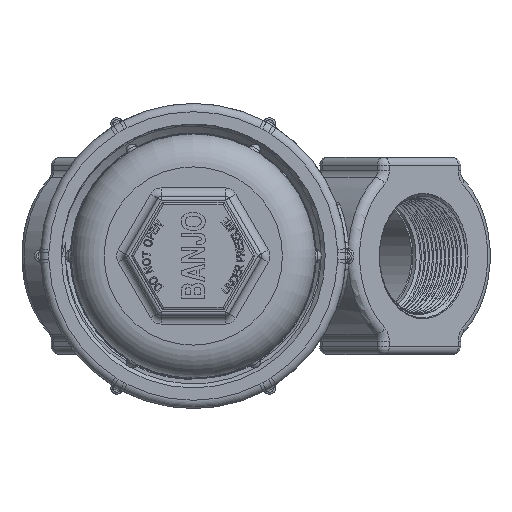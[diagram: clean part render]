
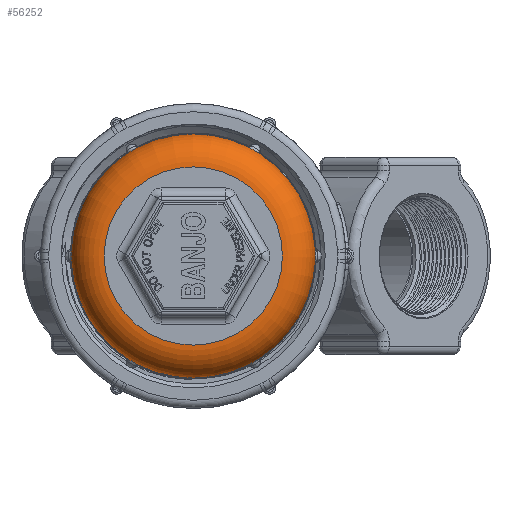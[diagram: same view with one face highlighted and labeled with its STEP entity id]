
A CAD part, front view. The second image highlights one B-rep face of the part: STEP entity #56252.
In plain terms, the highlighted toroidal (fillet/blend) face has major radius 34.319 mm and minor radius 12.7 mm.
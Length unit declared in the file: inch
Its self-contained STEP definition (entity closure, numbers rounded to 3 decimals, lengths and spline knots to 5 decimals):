
#1910=TOROIDAL_SURFACE('',#60482,1.35115,0.5);
#6000=FACE_OUTER_BOUND('',#9280,.T.);
#9280=EDGE_LOOP('',(#41442,#41443,#41444,#41445,#41446,#41447,#41448,#41449,
#41450,#41451,#41452,#41453,#41454,#41455,#41456,#41457,#41458,#41459));
#12426=CIRCLE('',#60204,1.85115);
#12427=CIRCLE('',#60205,1.85115);
#12428=CIRCLE('',#60206,1.85115);
#12429=CIRCLE('',#60207,1.85115);
#12430=CIRCLE('',#60208,1.85115);
#12431=CIRCLE('',#60209,1.85115);
#12432=CIRCLE('',#60210,1.85115);
#12462=CIRCLE('',#60260,1.35115);
#12463=CIRCLE('',#60261,1.35115);
#12583=CIRCLE('',#60483,0.5);
#13662=B_SPLINE_CURVE_WITH_KNOTS('',3,(#90691,#90692,#90693,#90694,#90695,
#90696),.UNSPECIFIED.,.F.,.F.,(4,1,1,4),(-0.63023,-0.45016,
-0.2701,0.),.UNSPECIFIED.);
#13665=B_SPLINE_CURVE_WITH_KNOTS('',3,(#90746,#90747,#90748,#90749,#90750,
#90751),.UNSPECIFIED.,.F.,.F.,(4,1,1,4),(-0.63023,-0.45016,
-0.2701,0.),.UNSPECIFIED.);
#13666=B_SPLINE_CURVE_WITH_KNOTS('',3,(#90753,#90754,#90755,#90756,#90757),
 .UNSPECIFIED.,.F.,.F.,(4,1,4),(-2.66043,-2.6155,-2.3454),
 .UNSPECIFIED.);
#13667=B_SPLINE_CURVE_WITH_KNOTS('',3,(#90759,#90760,#90761,#90762,#90763),
 .UNSPECIFIED.,.F.,.F.,(4,1,4),(-2.97563,-2.79557,-2.66043),
 .UNSPECIFIED.);
#13668=B_SPLINE_CURVE_WITH_KNOTS('',3,(#90764,#90765,#90766,#90767,#90768,
#90769),.UNSPECIFIED.,.F.,.F.,(4,1,1,4),(-2.97563,-2.79557,
-2.6155,-2.3454),.UNSPECIFIED.);
#13669=B_SPLINE_CURVE_WITH_KNOTS('',3,(#90770,#90771,#90772,#90773,#90774,
#90775),.UNSPECIFIED.,.F.,.F.,(4,1,1,4),(-2.97563,-2.70553,
-2.52547,-2.3454),.UNSPECIFIED.);
#13670=B_SPLINE_CURVE_WITH_KNOTS('',3,(#90776,#90777,#90778,#90779,#90780,
#90781),.UNSPECIFIED.,.F.,.F.,(4,1,1,4),(-2.97563,-2.70553,
-2.52547,-2.3454),.UNSPECIFIED.);
#24793=VERTEX_POINT('',#89412);
#24794=VERTEX_POINT('',#89414);
#24799=VERTEX_POINT('',#89434);
#24800=VERTEX_POINT('',#89439);
#24805=VERTEX_POINT('',#89460);
#24806=VERTEX_POINT('',#89465);
#24811=VERTEX_POINT('',#89486);
#24812=VERTEX_POINT('',#89491);
#24817=VERTEX_POINT('',#89512);
#24818=VERTEX_POINT('',#89517);
#24823=VERTEX_POINT('',#89538);
#24824=VERTEX_POINT('',#89543);
#24829=VERTEX_POINT('',#89563);
#24874=VERTEX_POINT('',#89847);
#24875=VERTEX_POINT('',#89848);
#25007=VERTEX_POINT('',#90752);
#30904=EDGE_CURVE('',#24793,#24794,#12426,.T.);
#30910=EDGE_CURVE('',#24799,#24800,#12427,.T.);
#30916=EDGE_CURVE('',#24805,#24806,#12428,.T.);
#30922=EDGE_CURVE('',#24811,#24812,#12429,.T.);
#30928=EDGE_CURVE('',#24817,#24818,#12430,.T.);
#30934=EDGE_CURVE('',#24823,#24824,#12431,.T.);
#30940=EDGE_CURVE('',#24829,#24793,#12432,.T.);
#31005=EDGE_CURVE('',#24874,#24875,#12462,.T.);
#31006=EDGE_CURVE('',#24875,#24874,#12463,.T.);
#31239=EDGE_CURVE('',#24812,#24817,#13662,.T.);
#31244=EDGE_CURVE('',#24806,#24811,#13665,.T.);
#31245=EDGE_CURVE('',#25007,#24805,#13666,.T.);
#31246=EDGE_CURVE('',#25007,#24875,#12583,.T.);
#31247=EDGE_CURVE('',#24800,#25007,#13667,.T.);
#31248=EDGE_CURVE('',#24794,#24799,#13668,.T.);
#31249=EDGE_CURVE('',#24824,#24829,#13669,.T.);
#31250=EDGE_CURVE('',#24818,#24823,#13670,.T.);
#41442=ORIENTED_EDGE('',*,*,#31239,.F.);
#41443=ORIENTED_EDGE('',*,*,#30922,.F.);
#41444=ORIENTED_EDGE('',*,*,#31244,.F.);
#41445=ORIENTED_EDGE('',*,*,#30916,.F.);
#41446=ORIENTED_EDGE('',*,*,#31245,.F.);
#41447=ORIENTED_EDGE('',*,*,#31246,.T.);
#41448=ORIENTED_EDGE('',*,*,#31006,.T.);
#41449=ORIENTED_EDGE('',*,*,#31005,.T.);
#41450=ORIENTED_EDGE('',*,*,#31246,.F.);
#41451=ORIENTED_EDGE('',*,*,#31247,.F.);
#41452=ORIENTED_EDGE('',*,*,#30910,.F.);
#41453=ORIENTED_EDGE('',*,*,#31248,.F.);
#41454=ORIENTED_EDGE('',*,*,#30904,.F.);
#41455=ORIENTED_EDGE('',*,*,#30940,.F.);
#41456=ORIENTED_EDGE('',*,*,#31249,.F.);
#41457=ORIENTED_EDGE('',*,*,#30934,.F.);
#41458=ORIENTED_EDGE('',*,*,#31250,.F.);
#41459=ORIENTED_EDGE('',*,*,#30928,.F.);
#56252=ADVANCED_FACE('',(#6000),#1910,.T.);
#60204=AXIS2_PLACEMENT_3D('',#89415,#65715,#65716);
#60205=AXIS2_PLACEMENT_3D('',#89440,#65719,#65720);
#60206=AXIS2_PLACEMENT_3D('',#89466,#65723,#65724);
#60207=AXIS2_PLACEMENT_3D('',#89492,#65727,#65728);
#60208=AXIS2_PLACEMENT_3D('',#89518,#65731,#65732);
#60209=AXIS2_PLACEMENT_3D('',#89544,#65735,#65736);
#60210=AXIS2_PLACEMENT_3D('',#89568,#65739,#65740);
#60260=AXIS2_PLACEMENT_3D('',#89849,#65865,#65866);
#60261=AXIS2_PLACEMENT_3D('',#89850,#65867,#65868);
#60482=AXIS2_PLACEMENT_3D('',#90745,#66398,#66399);
#60483=AXIS2_PLACEMENT_3D('',#90758,#66400,#66401);
#65715=DIRECTION('center_axis',(0.,1.,0.));
#65716=DIRECTION('ref_axis',(-1.,0.,0.));
#65719=DIRECTION('center_axis',(0.,1.,0.));
#65720=DIRECTION('ref_axis',(-1.,0.,0.));
#65723=DIRECTION('center_axis',(0.,1.,0.));
#65724=DIRECTION('ref_axis',(-1.,0.,0.));
#65727=DIRECTION('center_axis',(0.,1.,0.));
#65728=DIRECTION('ref_axis',(-1.,0.,0.));
#65731=DIRECTION('center_axis',(0.,1.,0.));
#65732=DIRECTION('ref_axis',(-1.,0.,0.));
#65735=DIRECTION('center_axis',(0.,1.,0.));
#65736=DIRECTION('ref_axis',(-1.,0.,0.));
#65739=DIRECTION('center_axis',(0.,1.,0.));
#65740=DIRECTION('ref_axis',(-1.,0.,0.));
#65865=DIRECTION('center_axis',(0.,1.,0.));
#65866=DIRECTION('ref_axis',(-1.,0.,0.));
#65867=DIRECTION('center_axis',(0.,1.,0.));
#65868=DIRECTION('ref_axis',(-1.,0.,0.));
#66398=DIRECTION('center_axis',(0.,1.,0.));
#66399=DIRECTION('ref_axis',(0.,0.,1.));
#66400=DIRECTION('center_axis',(-1.,0.,0.));
#66401=DIRECTION('ref_axis',(0.,0.,-1.));
#89412=CARTESIAN_POINT('',(1.85115,-2.94,0.));
#89414=CARTESIAN_POINT('',(1.65373,-2.94,-0.83183));
#89415=CARTESIAN_POINT('Origin',(0.,-2.94,0.));
#89434=CARTESIAN_POINT('',(1.54725,-2.94,-1.01625));
#89439=CARTESIAN_POINT('',(0.10647,-2.94,-1.84809));
#89440=CARTESIAN_POINT('Origin',(0.,-2.94,0.));
#89460=CARTESIAN_POINT('',(-0.10647,-2.94,-1.84809));
#89465=CARTESIAN_POINT('',(-1.54725,-2.94,-1.01625));
#89466=CARTESIAN_POINT('Origin',(0.,-2.94,0.));
#89486=CARTESIAN_POINT('',(-1.65373,-2.94,-0.83183));
#89491=CARTESIAN_POINT('',(-1.65373,-2.94,0.83183));
#89492=CARTESIAN_POINT('Origin',(0.,-2.94,0.));
#89512=CARTESIAN_POINT('',(-1.54725,-2.94,1.01625));
#89517=CARTESIAN_POINT('',(-0.10647,-2.94,1.84809));
#89518=CARTESIAN_POINT('Origin',(0.,-2.94,0.));
#89538=CARTESIAN_POINT('',(0.10647,-2.94,1.84809));
#89543=CARTESIAN_POINT('',(1.54725,-2.94,1.01625));
#89544=CARTESIAN_POINT('Origin',(0.,-2.94,0.));
#89563=CARTESIAN_POINT('',(1.65373,-2.94,0.83183));
#89568=CARTESIAN_POINT('Origin',(0.,-2.94,0.));
#89847=CARTESIAN_POINT('',(-1.35115,-3.44,0.));
#89848=CARTESIAN_POINT('',(0.,-3.44,-1.35115));
#89849=CARTESIAN_POINT('Origin',(0.,-3.44,0.));
#89850=CARTESIAN_POINT('Origin',(0.,-3.44,0.));
#90691=CARTESIAN_POINT('Ctrl Pts',(-1.65373,-2.94,
0.83183));
#90692=CARTESIAN_POINT('Ctrl Pts',(-1.64696,-2.95593,0.84529));
#90693=CARTESIAN_POINT('Ctrl Pts',(-1.62773,-2.98081,0.87922));
#90694=CARTESIAN_POINT('Ctrl Pts',(-1.5866,-2.99004,
0.95003));
#90695=CARTESIAN_POINT('Ctrl Pts',(-1.55964,-2.96386,
0.9974));
#90696=CARTESIAN_POINT('Ctrl Pts',(-1.54725,-2.94,
1.01625));
#90745=CARTESIAN_POINT('Origin',(0.,-2.94,0.));
#90746=CARTESIAN_POINT('Ctrl Pts',(-1.54725,-2.94,
-1.01625));
#90747=CARTESIAN_POINT('Ctrl Pts',(-1.55552,-2.95593,
-1.00366));
#90748=CARTESIAN_POINT('Ctrl Pts',(-1.5753,-2.98081,
-0.97004));
#90749=CARTESIAN_POINT('Ctrl Pts',(-1.61605,-2.99004,
-0.89902));
#90750=CARTESIAN_POINT('Ctrl Pts',(-1.64359,-2.96386,
-0.85199));
#90751=CARTESIAN_POINT('Ctrl Pts',(-1.65373,-2.94,
-0.83183));
#90752=CARTESIAN_POINT('',(0.,-2.98459,-1.84916));
#90753=CARTESIAN_POINT('Ctrl Pts',(0.,-2.98446,
-1.84916));
#90754=CARTESIAN_POINT('Ctrl Pts',(-0.00572,-2.98445,
-1.84916));
#90755=CARTESIAN_POINT('Ctrl Pts',(-0.04581,-2.98218,
-1.84915));
#90756=CARTESIAN_POINT('Ctrl Pts',(-0.08395,-2.96386,
-1.84938));
#90757=CARTESIAN_POINT('Ctrl Pts',(-0.10647,-2.94,
-1.84809));
#90758=CARTESIAN_POINT('Origin',(0.,-2.94,-1.35115));
#90759=CARTESIAN_POINT('Ctrl Pts',(0.10647,-2.94,
-1.84809));
#90760=CARTESIAN_POINT('Ctrl Pts',(0.09143,-2.95593,
-1.84895));
#90761=CARTESIAN_POINT('Ctrl Pts',(0.0573,-2.97771,
-1.84923));
#90762=CARTESIAN_POINT('Ctrl Pts',(0.0172,-2.98446,
-1.84917));
#90763=CARTESIAN_POINT('Ctrl Pts',(0.,-2.98446,
-1.84916));
#90764=CARTESIAN_POINT('Ctrl Pts',(1.65373,-2.94,-0.83183));
#90765=CARTESIAN_POINT('Ctrl Pts',(1.64696,-2.95593,-0.84529));
#90766=CARTESIAN_POINT('Ctrl Pts',(1.62773,-2.98081,-0.87922));
#90767=CARTESIAN_POINT('Ctrl Pts',(1.5866,-2.99004,-0.95003));
#90768=CARTESIAN_POINT('Ctrl Pts',(1.55964,-2.96386,-0.9974));
#90769=CARTESIAN_POINT('Ctrl Pts',(1.54725,-2.94,-1.01625));
#90770=CARTESIAN_POINT('Ctrl Pts',(1.54725,-2.94,1.01625));
#90771=CARTESIAN_POINT('Ctrl Pts',(1.55966,-2.9639,0.99736));
#90772=CARTESIAN_POINT('Ctrl Pts',(1.58661,-2.99004,0.95002));
#90773=CARTESIAN_POINT('Ctrl Pts',(1.62773,-2.98083,0.87922));
#90774=CARTESIAN_POINT('Ctrl Pts',(1.64697,-2.9559,0.84527));
#90775=CARTESIAN_POINT('Ctrl Pts',(1.65373,-2.94,0.83183));
#90776=CARTESIAN_POINT('Ctrl Pts',(-0.10647,-2.94,
1.84809));
#90777=CARTESIAN_POINT('Ctrl Pts',(-0.08391,-2.9639,
1.84939));
#90778=CARTESIAN_POINT('Ctrl Pts',(-0.02944,-2.99003,
1.84905));
#90779=CARTESIAN_POINT('Ctrl Pts',(0.05244,-2.98083,
1.84927));
#90780=CARTESIAN_POINT('Ctrl Pts',(0.09146,-2.9559,
1.84895));
#90781=CARTESIAN_POINT('Ctrl Pts',(0.10647,-2.94,
1.84809));
